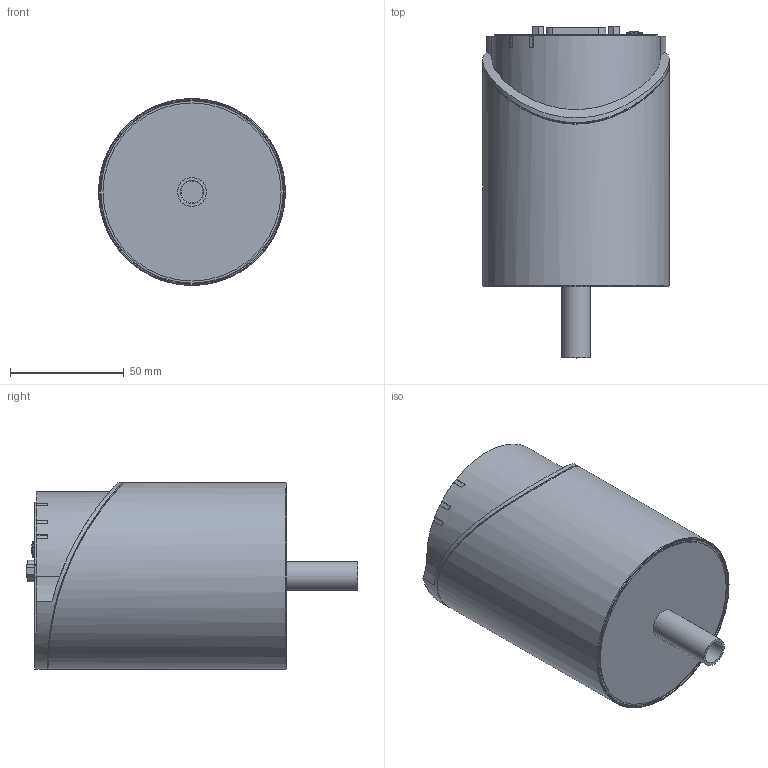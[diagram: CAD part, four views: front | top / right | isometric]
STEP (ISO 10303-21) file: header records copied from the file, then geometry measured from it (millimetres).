
FILE_DESCRIPTION(/* description */ (''),/* implementation_level */ '2;1');
FILE_NAME(/* name */ 'MCDG045D_tube_ECAT_II.stp',/* time_stamp */ '2018-09-27T14:28:37+02:00',/* author */ ('STUJ'),/* organization */ (''),/* preprocessor_version */ 'ST-DEVELOPER v17',/* originating_system */ 'Autodesk Inventor 2018',/* authorisation */ '');
FILE_SCHEMA (('AUTOMOTIVE_DESIGN { 1 0 10303 214 3 1 1 }'));
Length unit declared in the file: millimetre
Products named in the file (1): Bauteil1
Bounding box: 82 x 145.75 x 82 mm (x, y, z)
Volume: 568399.7 mm3; surface area: 46230.8 mm2
Topology: 1 solids, 1 shells, 644 faces, 1731 edges, 1113 vertices
Faces by surface type: plane 349, cylinder 221, sphere 27, bspline 26, cone 12, torus 9
Full cylindrical faces by diameter (mm): 1 x15, 1.5 x2, 2.156 x2, 2.845 x2, 3 x3, 3.2 x6, 3.5 x2, 4 x1, 4.5 x1, 7 x1, 9.6 x1, 10.2 x1, 10.6 x1, 11.5 x1, 12.7 x1, 78.2 x1, 80 x1, 82 x2
Entity records: 22560 total; most frequent: CARTESIAN_POINT 5393, DIRECTION 3438, ORIENTED_EDGE 3424, EDGE_CURVE 1712, AXIS2_PLACEMENT_3D 1194, VERTEX_POINT 1114, LINE 1050, VECTOR 1050
